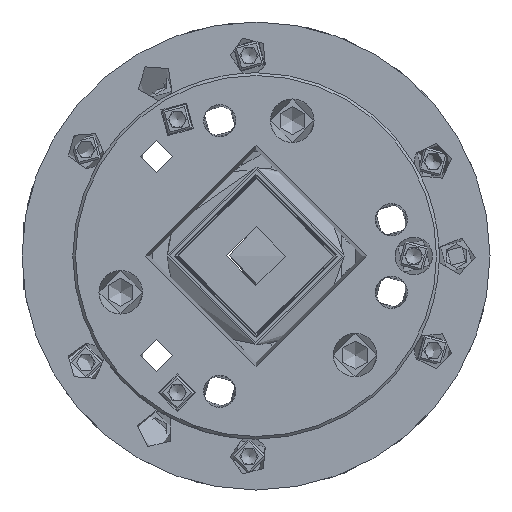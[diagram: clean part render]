
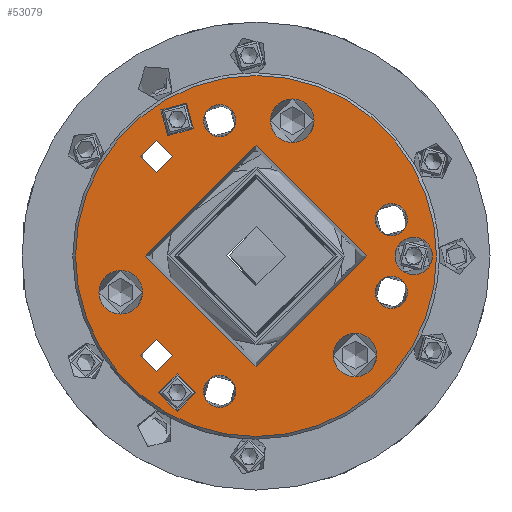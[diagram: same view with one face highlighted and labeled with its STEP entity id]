
A CAD part, left-side view. The second image highlights one B-rep face of the part: STEP entity #53079.
In plain terms, the highlighted planar face has unit normal (-1, 0, 0).
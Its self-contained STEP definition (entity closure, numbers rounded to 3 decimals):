
#690=PLANE('',#57155);
#19151=ORIENTED_EDGE('',*,*,#32205,.F.);
#19152=ORIENTED_EDGE('',*,*,#32206,.F.);
#19153=ORIENTED_EDGE('',*,*,#32207,.F.);
#19154=ORIENTED_EDGE('',*,*,#32208,.T.);
#19155=ORIENTED_EDGE('',*,*,#32209,.F.);
#19156=ORIENTED_EDGE('',*,*,#32210,.T.);
#19157=ORIENTED_EDGE('',*,*,#32211,.F.);
#19158=ORIENTED_EDGE('',*,*,#32212,.T.);
#19159=ORIENTED_EDGE('',*,*,#32213,.F.);
#19160=ORIENTED_EDGE('',*,*,#32214,.T.);
#19161=ORIENTED_EDGE('',*,*,#32215,.F.);
#19162=ORIENTED_EDGE('',*,*,#32216,.F.);
#19163=ORIENTED_EDGE('',*,*,#32217,.T.);
#19164=ORIENTED_EDGE('',*,*,#32218,.F.);
#32205=EDGE_CURVE('',#39190,#39190,#43510,.T.);
#32206=EDGE_CURVE('',#39191,#39191,#43511,.T.);
#32207=EDGE_CURVE('',#39192,#39192,#43512,.T.);
#32208=EDGE_CURVE('',#39193,#39193,#43513,.T.);
#32209=EDGE_CURVE('',#39194,#39194,#43514,.T.);
#32210=EDGE_CURVE('',#39195,#39195,#43515,.T.);
#32211=EDGE_CURVE('',#39196,#39196,#43516,.T.);
#32212=EDGE_CURVE('',#39197,#39197,#43517,.T.);
#32213=EDGE_CURVE('',#39198,#39198,#43518,.T.);
#32214=EDGE_CURVE('',#39199,#39199,#43519,.T.);
#32215=EDGE_CURVE('',#39200,#39200,#43520,.T.);
#32216=EDGE_CURVE('',#39201,#39201,#43521,.T.);
#32217=EDGE_CURVE('',#39202,#39202,#43522,.T.);
#32218=EDGE_CURVE('',#39203,#39203,#43523,.T.);
#39190=VERTEX_POINT('',#80399);
#39191=VERTEX_POINT('',#80401);
#39192=VERTEX_POINT('',#80403);
#39193=VERTEX_POINT('',#80405);
#39194=VERTEX_POINT('',#80407);
#39195=VERTEX_POINT('',#80409);
#39196=VERTEX_POINT('',#80411);
#39197=VERTEX_POINT('',#80413);
#39198=VERTEX_POINT('',#80415);
#39199=VERTEX_POINT('',#80417);
#39200=VERTEX_POINT('',#80419);
#39201=VERTEX_POINT('',#80421);
#39202=VERTEX_POINT('',#80423);
#39203=VERTEX_POINT('',#80425);
#43510=CIRCLE('',#57156,8.14);
#43511=CIRCLE('',#57157,8.14);
#43512=CIRCLE('',#57158,8.14);
#43513=CIRCLE('',#57159,41.282);
#43514=CIRCLE('',#57160,67.5);
#43515=CIRCLE('',#57161,7.);
#43516=CIRCLE('',#57162,6.);
#43517=CIRCLE('',#57163,6.);
#43518=CIRCLE('',#57164,7.);
#43519=CIRCLE('',#57165,6.);
#43520=CIRCLE('',#57166,6.);
#43521=CIRCLE('',#57167,6.);
#43522=CIRCLE('',#57168,6.);
#43523=CIRCLE('',#57169,7.);
#45426=EDGE_LOOP('',(#19151));
#45427=EDGE_LOOP('',(#19152));
#45428=EDGE_LOOP('',(#19153));
#45429=EDGE_LOOP('',(#19154));
#45430=EDGE_LOOP('',(#19155));
#45431=EDGE_LOOP('',(#19156));
#45432=EDGE_LOOP('',(#19157));
#45433=EDGE_LOOP('',(#19158));
#45434=EDGE_LOOP('',(#19159));
#45435=EDGE_LOOP('',(#19160));
#45436=EDGE_LOOP('',(#19161));
#45437=EDGE_LOOP('',(#19162));
#45438=EDGE_LOOP('',(#19163));
#45439=EDGE_LOOP('',(#19164));
#49233=FACE_BOUND('',#45426,.T.);
#49234=FACE_BOUND('',#45427,.T.);
#49235=FACE_BOUND('',#45428,.T.);
#49236=FACE_BOUND('',#45429,.T.);
#49237=FACE_BOUND('',#45430,.T.);
#49238=FACE_BOUND('',#45431,.T.);
#49239=FACE_BOUND('',#45432,.T.);
#49240=FACE_BOUND('',#45433,.T.);
#49241=FACE_BOUND('',#45434,.T.);
#49242=FACE_BOUND('',#45435,.T.);
#49243=FACE_BOUND('',#45436,.T.);
#49244=FACE_BOUND('',#45437,.T.);
#49245=FACE_BOUND('',#45438,.T.);
#49246=FACE_BOUND('',#45439,.T.);
#53079=ADVANCED_FACE('',(#49233,#49234,#49235,#49236,#49237,#49238,#49239,
#49240,#49241,#49242,#49243,#49244,#49245,#49246),#690,.T.);
#57155=AXIS2_PLACEMENT_3D('',#80397,#64269,#64270);
#57156=AXIS2_PLACEMENT_3D('',#80398,#64271,#64272);
#57157=AXIS2_PLACEMENT_3D('',#80400,#64273,#64274);
#57158=AXIS2_PLACEMENT_3D('',#80402,#64275,#64276);
#57159=AXIS2_PLACEMENT_3D('',#80404,#64277,#64278);
#57160=AXIS2_PLACEMENT_3D('',#80406,#64279,#64280);
#57161=AXIS2_PLACEMENT_3D('',#80408,#64281,#64282);
#57162=AXIS2_PLACEMENT_3D('',#80410,#64283,#64284);
#57163=AXIS2_PLACEMENT_3D('',#80412,#64285,#64286);
#57164=AXIS2_PLACEMENT_3D('',#80414,#64287,#64288);
#57165=AXIS2_PLACEMENT_3D('',#80416,#64289,#64290);
#57166=AXIS2_PLACEMENT_3D('',#80418,#64291,#64292);
#57167=AXIS2_PLACEMENT_3D('',#80420,#64293,#64294);
#57168=AXIS2_PLACEMENT_3D('',#80422,#64295,#64296);
#57169=AXIS2_PLACEMENT_3D('',#80424,#64297,#64298);
#64269=DIRECTION('',(-1.,0.,0.));
#64270=DIRECTION('',(0.,0.,1.));
#64271=DIRECTION('',(-1.,0.,0.));
#64272=DIRECTION('',(0.,0.,1.));
#64273=DIRECTION('',(-1.,0.,0.));
#64274=DIRECTION('',(0.,0.,1.));
#64275=DIRECTION('',(-1.,0.,0.));
#64276=DIRECTION('',(0.,0.,1.));
#64277=DIRECTION('',(1.,0.,0.));
#64278=DIRECTION('',(0.,0.,-1.));
#64279=DIRECTION('',(1.,0.,0.));
#64280=DIRECTION('',(0.,0.,-1.));
#64281=DIRECTION('',(1.,0.,0.));
#64282=DIRECTION('',(0.,0.866,0.5));
#64283=DIRECTION('',(-1.,0.,0.));
#64284=DIRECTION('',(0.,-0.866,-0.5));
#64285=DIRECTION('',(1.,0.,0.));
#64286=DIRECTION('',(0.,-0.866,0.5));
#64287=DIRECTION('',(-1.,0.,0.));
#64288=DIRECTION('',(0.,-0.866,-0.5));
#64289=DIRECTION('',(1.,0.,0.));
#64290=DIRECTION('',(0.,0.866,0.5));
#64291=DIRECTION('',(-1.,0.,0.));
#64292=DIRECTION('',(0.,0.,1.));
#64293=DIRECTION('',(-1.,0.,0.));
#64294=DIRECTION('',(0.,0.866,-0.5));
#64295=DIRECTION('',(1.,0.,0.));
#64296=DIRECTION('',(0.,0.,-1.));
#64297=DIRECTION('',(-1.,0.,0.));
#64298=DIRECTION('',(0.,0.,1.));
#80397=CARTESIAN_POINT('',(-95.,33.75,-58.457));
#80398=CARTESIAN_POINT('',(-95.,-13.56,50.605));
#80399=CARTESIAN_POINT('',(-95.,-13.56,58.745));
#80400=CARTESIAN_POINT('',(-95.,-37.045,-37.045));
#80401=CARTESIAN_POINT('',(-95.,-37.045,-28.905));
#80402=CARTESIAN_POINT('',(-95.,50.605,-13.56));
#80403=CARTESIAN_POINT('',(-95.,50.605,-5.42));
#80404=CARTESIAN_POINT('',(-95.,0.,0.));
#80405=CARTESIAN_POINT('',(-95.,0.,-41.282));
#80406=CARTESIAN_POINT('',(-95.,0.,0.));
#80407=CARTESIAN_POINT('',(-95.,0.,-67.5));
#80408=CARTESIAN_POINT('',(-95.,-59.,0.));
#80409=CARTESIAN_POINT('',(-95.,-52.938,3.5));
#80410=CARTESIAN_POINT('',(-95.,-50.605,13.56));
#80411=CARTESIAN_POINT('',(-95.,-55.801,10.56));
#80412=CARTESIAN_POINT('',(-95.,-50.605,-13.56));
#80413=CARTESIAN_POINT('',(-95.,-55.801,-10.56));
#80414=CARTESIAN_POINT('',(-95.,29.5,51.095));
#80415=CARTESIAN_POINT('',(-95.,23.438,47.595));
#80416=CARTESIAN_POINT('',(-95.,13.56,50.605));
#80417=CARTESIAN_POINT('',(-95.,18.756,53.605));
#80418=CARTESIAN_POINT('',(-95.,37.045,37.045));
#80419=CARTESIAN_POINT('',(-95.,37.045,43.045));
#80420=CARTESIAN_POINT('',(-95.,13.56,-50.605));
#80421=CARTESIAN_POINT('',(-95.,18.756,-53.605));
#80422=CARTESIAN_POINT('',(-95.,37.045,-37.045));
#80423=CARTESIAN_POINT('',(-95.,37.045,-43.045));
#80424=CARTESIAN_POINT('',(-95.,29.5,-51.095));
#80425=CARTESIAN_POINT('',(-95.,29.5,-44.095));
